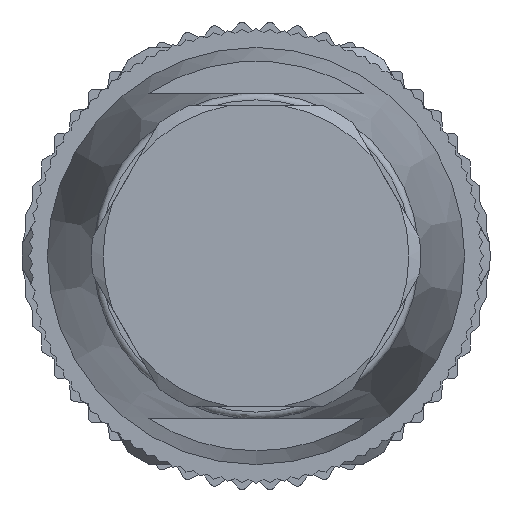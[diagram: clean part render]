
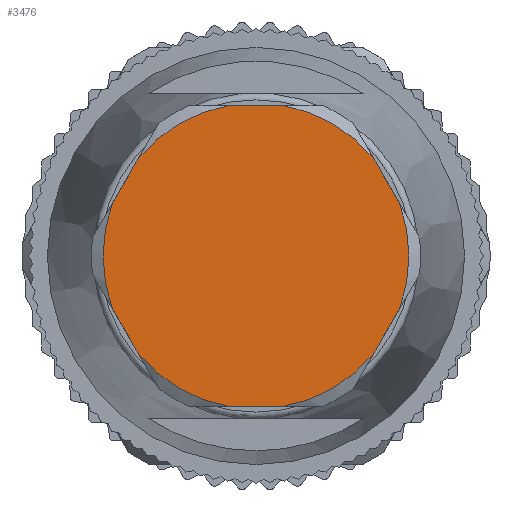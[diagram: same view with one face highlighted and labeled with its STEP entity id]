
A CAD part, left-side view. The second image highlights one B-rep face of the part: STEP entity #3476.
In plain terms, the highlighted planar face has unit normal (-1, 0, 0).
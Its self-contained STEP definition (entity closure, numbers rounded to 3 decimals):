
#617=FACE_OUTER_BOUND('',#4575,.T.);
#1730=LINE('',#19011,#2650);
#1734=LINE('',#19018,#2654);
#1739=LINE('',#19027,#2659);
#1743=LINE('',#19034,#2663);
#1747=LINE('',#19041,#2667);
#1751=LINE('',#19048,#2671);
#2650=VECTOR('',#14038,1.);
#2654=VECTOR('',#14044,1.);
#2659=VECTOR('',#14051,1.);
#2663=VECTOR('',#14057,1.);
#2667=VECTOR('',#14063,1.);
#2671=VECTOR('',#14069,1.);
#3476=ADVANCED_FACE('',(#617),#3979,.T.);
#3979=PLANE('',#12261);
#4575=EDGE_LOOP('',(#6435,#6436,#6437,#6438,#6439,#6440,#6441,#6442,#6443,
#6444,#6445,#6446));
#6435=ORIENTED_EDGE('',*,*,#10424,.T.);
#6436=ORIENTED_EDGE('',*,*,#10400,.T.);
#6437=ORIENTED_EDGE('',*,*,#10403,.T.);
#6438=ORIENTED_EDGE('',*,*,#10384,.T.);
#6439=ORIENTED_EDGE('',*,*,#10407,.T.);
#6440=ORIENTED_EDGE('',*,*,#10380,.T.);
#6441=ORIENTED_EDGE('',*,*,#10412,.T.);
#6442=ORIENTED_EDGE('',*,*,#10388,.T.);
#6443=ORIENTED_EDGE('',*,*,#10416,.T.);
#6444=ORIENTED_EDGE('',*,*,#10392,.T.);
#6445=ORIENTED_EDGE('',*,*,#10420,.T.);
#6446=ORIENTED_EDGE('',*,*,#10396,.T.);
#8961=VERTEX_POINT('',#18925);
#8963=VERTEX_POINT('',#18928);
#8965=VERTEX_POINT('',#18940);
#8967=VERTEX_POINT('',#18943);
#8969=VERTEX_POINT('',#18955);
#8971=VERTEX_POINT('',#18958);
#8973=VERTEX_POINT('',#18970);
#8975=VERTEX_POINT('',#18973);
#8977=VERTEX_POINT('',#18985);
#8979=VERTEX_POINT('',#18988);
#8981=VERTEX_POINT('',#19000);
#8983=VERTEX_POINT('',#19003);
#10380=EDGE_CURVE('',#8963,#8961,#11577,.T.);
#10384=EDGE_CURVE('',#8967,#8965,#11579,.T.);
#10388=EDGE_CURVE('',#8971,#8969,#11581,.T.);
#10392=EDGE_CURVE('',#8975,#8973,#11583,.T.);
#10396=EDGE_CURVE('',#8979,#8977,#11585,.T.);
#10400=EDGE_CURVE('',#8983,#8981,#11587,.T.);
#10403=EDGE_CURVE('',#8981,#8967,#1730,.T.);
#10407=EDGE_CURVE('',#8965,#8963,#1734,.T.);
#10412=EDGE_CURVE('',#8961,#8971,#1739,.T.);
#10416=EDGE_CURVE('',#8969,#8975,#1743,.T.);
#10420=EDGE_CURVE('',#8973,#8979,#1747,.T.);
#10424=EDGE_CURVE('',#8977,#8983,#1751,.T.);
#11577=CIRCLE('',#12232,6.6);
#11579=CIRCLE('',#12235,6.6);
#11581=CIRCLE('',#12238,6.6);
#11583=CIRCLE('',#12241,6.6);
#11585=CIRCLE('',#12244,6.6);
#11587=CIRCLE('',#12247,6.6);
#12232=AXIS2_PLACEMENT_3D('',#18927,#14002,#14003);
#12235=AXIS2_PLACEMENT_3D('',#18942,#14008,#14009);
#12238=AXIS2_PLACEMENT_3D('',#18957,#14014,#14015);
#12241=AXIS2_PLACEMENT_3D('',#18972,#14020,#14021);
#12244=AXIS2_PLACEMENT_3D('',#18987,#14026,#14027);
#12247=AXIS2_PLACEMENT_3D('',#19002,#14032,#14033);
#12261=AXIS2_PLACEMENT_3D('',#19060,#14084,#14085);
#14002=DIRECTION('',(-1.,0.,0.));
#14003=DIRECTION('',(0.,1.,0.));
#14008=DIRECTION('',(-1.,0.,0.));
#14009=DIRECTION('',(0.,1.,0.));
#14014=DIRECTION('',(-1.,0.,0.));
#14015=DIRECTION('',(0.,1.,0.));
#14020=DIRECTION('',(-1.,0.,0.));
#14021=DIRECTION('',(0.,1.,0.));
#14026=DIRECTION('',(-1.,0.,0.));
#14027=DIRECTION('',(0.,1.,0.));
#14032=DIRECTION('',(-1.,0.,0.));
#14033=DIRECTION('',(0.,1.,0.));
#14038=DIRECTION('',(0.,-0.5,0.866));
#14044=DIRECTION('',(0.,0.5,0.866));
#14051=DIRECTION('',(0.,1.,0.));
#14057=DIRECTION('',(0.,0.5,-0.866));
#14063=DIRECTION('',(0.,-0.5,-0.866));
#14069=DIRECTION('',(0.,-1.,0.));
#14084=DIRECTION('',(-1.,0.,0.));
#14085=DIRECTION('',(0.,1.,0.));
#18925=CARTESIAN_POINT('',(-43.5,-1.145,6.5));
#18927=CARTESIAN_POINT('',(-43.5,0.,0.));
#18928=CARTESIAN_POINT('',(-43.5,-5.057,4.241));
#18940=CARTESIAN_POINT('',(-43.5,-6.201,2.259));
#18942=CARTESIAN_POINT('',(-43.5,0.,0.));
#18943=CARTESIAN_POINT('',(-43.5,-6.201,-2.259));
#18955=CARTESIAN_POINT('',(-43.5,5.057,4.241));
#18957=CARTESIAN_POINT('',(-43.5,0.,0.));
#18958=CARTESIAN_POINT('',(-43.5,1.145,6.5));
#18970=CARTESIAN_POINT('',(-43.5,6.201,-2.259));
#18972=CARTESIAN_POINT('',(-43.5,0.,0.));
#18973=CARTESIAN_POINT('',(-43.5,6.201,2.259));
#18985=CARTESIAN_POINT('',(-43.5,1.145,-6.5));
#18987=CARTESIAN_POINT('',(-43.5,0.,0.));
#18988=CARTESIAN_POINT('',(-43.5,5.057,-4.241));
#19000=CARTESIAN_POINT('',(-43.5,-5.057,-4.241));
#19002=CARTESIAN_POINT('',(-43.5,0.,0.));
#19003=CARTESIAN_POINT('',(-43.5,-1.145,-6.5));
#19011=CARTESIAN_POINT('',(-43.5,-3.129,-7.58));
#19018=CARTESIAN_POINT('',(-43.5,-8.129,-1.08));
#19027=CARTESIAN_POINT('',(-43.5,-5.,6.5));
#19034=CARTESIAN_POINT('',(-43.5,3.129,7.58));
#19041=CARTESIAN_POINT('',(-43.5,8.129,1.08));
#19048=CARTESIAN_POINT('',(-43.5,5.,-6.5));
#19060=CARTESIAN_POINT('',(-43.5,0.,0.));
